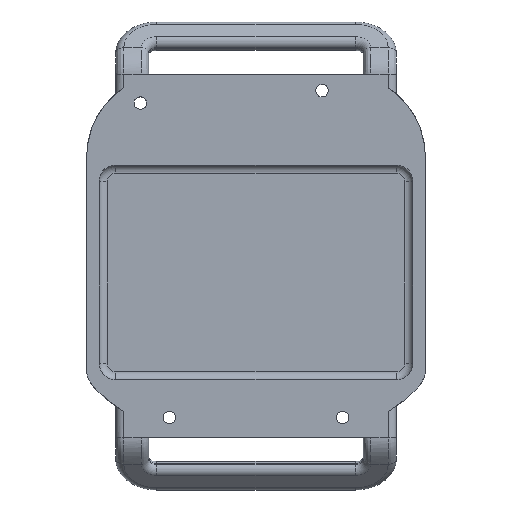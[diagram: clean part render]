
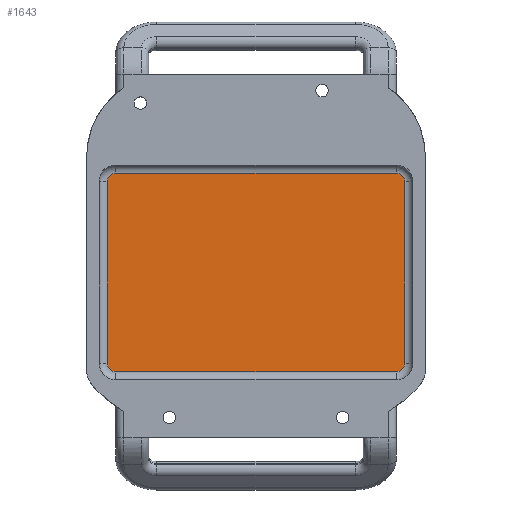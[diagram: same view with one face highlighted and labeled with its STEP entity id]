
A CAD part, top view. The second image highlights one B-rep face of the part: STEP entity #1643.
In plain terms, the highlighted planar face has unit normal (0, 0, 1).
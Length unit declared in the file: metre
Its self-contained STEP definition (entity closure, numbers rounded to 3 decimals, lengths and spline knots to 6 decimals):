
#157=LINE('',#3460,#228);
#158=LINE('',#3465,#229);
#159=LINE('',#3469,#230);
#160=LINE('',#3473,#231);
#228=VECTOR('',#2258,1.);
#229=VECTOR('',#2261,1.);
#230=VECTOR('',#2264,1.);
#231=VECTOR('',#2267,1.);
#727=ORIENTED_EDGE('',*,*,#990,.T.);
#728=ORIENTED_EDGE('',*,*,#991,.T.);
#729=ORIENTED_EDGE('',*,*,#992,.T.);
#730=ORIENTED_EDGE('',*,*,#993,.T.);
#731=ORIENTED_EDGE('',*,*,#994,.T.);
#732=ORIENTED_EDGE('',*,*,#995,.T.);
#733=ORIENTED_EDGE('',*,*,#996,.T.);
#734=ORIENTED_EDGE('',*,*,#997,.T.);
#990=EDGE_CURVE('',#1141,#1142,#157,.F.);
#991=EDGE_CURVE('',#1142,#1143,#1248,.T.);
#992=EDGE_CURVE('',#1143,#1144,#158,.F.);
#993=EDGE_CURVE('',#1144,#1145,#1249,.T.);
#994=EDGE_CURVE('',#1145,#1146,#159,.T.);
#995=EDGE_CURVE('',#1146,#1147,#1250,.T.);
#996=EDGE_CURVE('',#1147,#1148,#160,.T.);
#997=EDGE_CURVE('',#1148,#1141,#1251,.T.);
#1141=VERTEX_POINT('',#3461);
#1142=VERTEX_POINT('',#3462);
#1143=VERTEX_POINT('',#3464);
#1144=VERTEX_POINT('',#3466);
#1145=VERTEX_POINT('',#3468);
#1146=VERTEX_POINT('',#3470);
#1147=VERTEX_POINT('',#3472);
#1148=VERTEX_POINT('',#3474);
#1248=CIRCLE('',#1833,0.001);
#1249=CIRCLE('',#1834,0.001);
#1250=CIRCLE('',#1835,0.001);
#1251=CIRCLE('',#1836,0.001);
#1379=EDGE_LOOP('',(#727,#728,#729,#730,#731,#732,#733,#734));
#1507=FACE_BOUND('',#1379,.T.);
#1544=PLANE('',#1832);
#1643=ADVANCED_FACE('',(#1507),#1544,.T.);
#1832=AXIS2_PLACEMENT_3D('',#3459,#2256,#2257);
#1833=AXIS2_PLACEMENT_3D('',#3463,#2259,#2260);
#1834=AXIS2_PLACEMENT_3D('',#3467,#2262,#2263);
#1835=AXIS2_PLACEMENT_3D('',#3471,#2265,#2266);
#1836=AXIS2_PLACEMENT_3D('',#3475,#2268,#2269);
#2256=DIRECTION('',(0.,0.,1.));
#2257=DIRECTION('',(1.,0.,0.));
#2258=DIRECTION('',(-1.,0.,0.));
#2259=DIRECTION('',(0.,0.,1.));
#2260=DIRECTION('',(1.,0.,0.));
#2261=DIRECTION('',(0.,-1.,0.));
#2262=DIRECTION('',(0.,0.,1.));
#2263=DIRECTION('',(1.,0.,0.));
#2264=DIRECTION('',(-1.,0.,0.));
#2265=DIRECTION('',(0.,0.,1.));
#2266=DIRECTION('',(1.,0.,0.));
#2267=DIRECTION('',(0.,-1.,0.));
#2268=DIRECTION('',(0.,0.,1.));
#2269=DIRECTION('',(1.,0.,0.));
#3459=CARTESIAN_POINT('',(0.,0.,-0.013));
#3460=CARTESIAN_POINT('',(0.017,-0.014,-0.013));
#3461=CARTESIAN_POINT('',(-0.017,-0.014,-0.013));
#3462=CARTESIAN_POINT('',(0.017,-0.014,-0.013));
#3463=CARTESIAN_POINT('',(0.017,-0.013,-0.013));
#3464=CARTESIAN_POINT('',(0.018,-0.013,-0.013));
#3465=CARTESIAN_POINT('',(0.018,0.009,-0.013));
#3466=CARTESIAN_POINT('',(0.018,0.009,-0.013));
#3467=CARTESIAN_POINT('',(0.017,0.009,-0.013));
#3468=CARTESIAN_POINT('',(0.017,0.01,-0.013));
#3469=CARTESIAN_POINT('',(0.,0.01,-0.013));
#3470=CARTESIAN_POINT('',(-0.017,0.01,-0.013));
#3471=CARTESIAN_POINT('',(-0.017,0.009,-0.013));
#3472=CARTESIAN_POINT('',(-0.018,0.009,-0.013));
#3473=CARTESIAN_POINT('',(-0.018,0.,-0.013));
#3474=CARTESIAN_POINT('',(-0.018,-0.013,-0.013));
#3475=CARTESIAN_POINT('',(-0.017,-0.013,-0.013));
